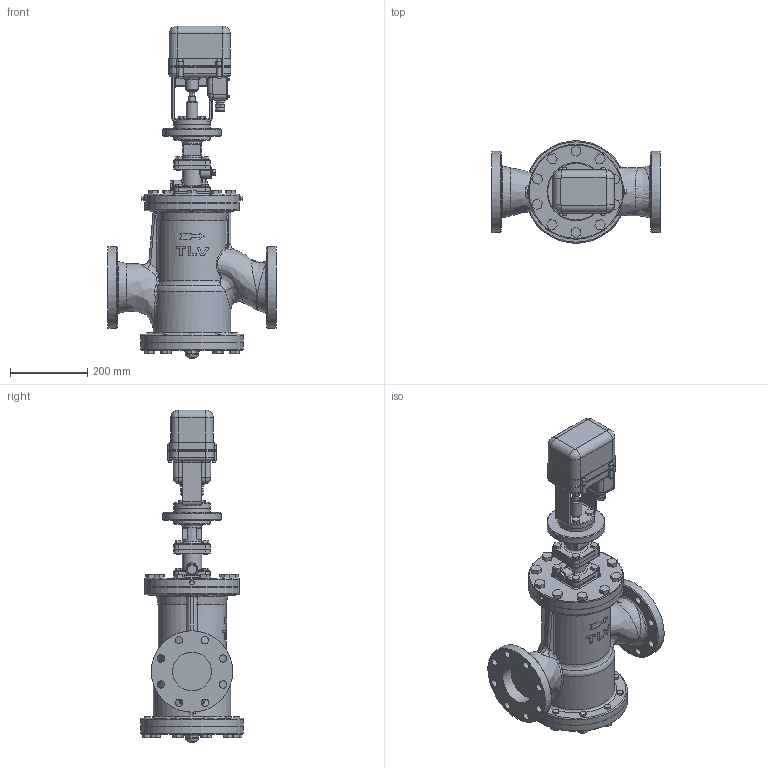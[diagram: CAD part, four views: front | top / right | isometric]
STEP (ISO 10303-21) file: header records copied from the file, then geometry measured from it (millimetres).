
FILE_DESCRIPTION(/* description */ (''),/* implementation_level */ '2;1');
FILE_NAME(/* name */ 'ccr16-100-jis10-00.stp',/* time_stamp */ '2018-01-23T14:58:52+09:00',/* author */ ('nakaot'),/* organization */ (''),/* preprocessor_version */ 'ST-DEVELOPER v15.6',/* originating_system */ 'Autodesk Inventor 2015',/* authorisation */ '');
FILE_SCHEMA (('CONFIG_CONTROL_DESIGN'));
Length unit declared in the file: millimetre
Products named in the file (1): ccr16-100-jis10-00
Bounding box: 434 x 265 x 857 mm (x, y, z)
Volume: 20565069.2 mm3; surface area: 1141876.8 mm2
Topology: 1 solids, 1 shells, 1170 faces, 2924 edges, 1839 vertices
Faces by surface type: plane 612, cylinder 318, bspline 125, torus 93, sphere 12, cone 10
Full cylindrical faces by diameter (mm): 5.5 x4, 5.9 x4, 6 x4, 10 x16, 12 x2, 16 x40, 17 x1, 18 x1, 19 x16, 20 x2, 21 x1, 23 x1, 24 x2, 25.426 x1, 30 x1, 32 x1, 32.873 x1, 34 x1, 36.049 x1, 52.893 x1, 53.447 x1, 57.382 x1, 95 x3, 100 x2, 137.23 x1, 150 x1, 157.458 x1, 200 x1, 210 x2, 245 x2
Entity records: 40781 total; most frequent: CARTESIAN_POINT 14031, ORIENTED_EDGE 5428, DIRECTION 5337, EDGE_CURVE 2714, AXIS2_PLACEMENT_3D 1947, VERTEX_POINT 1797, EDGE_LOOP 1513, LINE 1443
